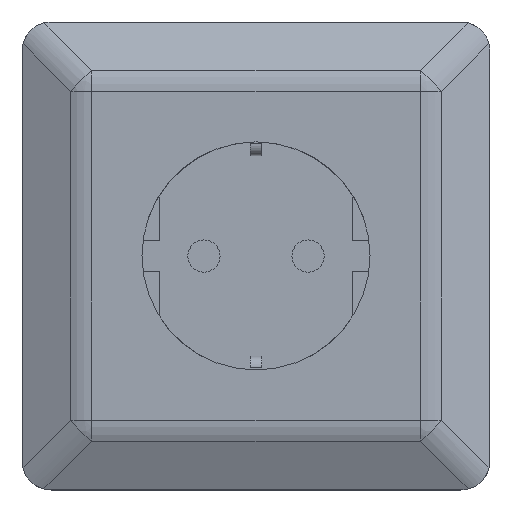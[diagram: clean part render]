
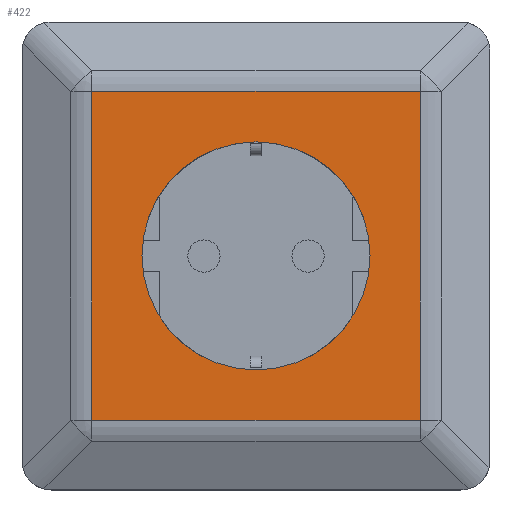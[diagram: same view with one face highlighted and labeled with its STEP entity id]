
A CAD part, top view. The second image highlights one B-rep face of the part: STEP entity #422.
In plain terms, the highlighted planar face has unit normal (0, 0, 1).
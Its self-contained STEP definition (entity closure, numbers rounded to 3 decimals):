
#4 = LINE ( 'NONE', #1296, #1880 ) ;
#31 = DIRECTION ( 'NONE',  ( 0., 0., 1. ) ) ;
#53 = DIRECTION ( 'NONE',  ( -1., 0., 0. ) ) ;
#149 = ORIENTED_EDGE ( 'NONE', *, *, #744, .T. ) ;
#178 = ORIENTED_EDGE ( 'NONE', *, *, #1007, .T. ) ;
#189 = VERTEX_POINT ( 'NONE', #1074 ) ;
#289 = CARTESIAN_POINT ( 'NONE',  ( -19.5, 0., 17. ) ) ;
#412 = CARTESIAN_POINT ( 'NONE',  ( 0., 28.111, 17. ) ) ;
#417 = DIRECTION ( 'NONE',  ( 0., 0., -1. ) ) ;
#422 = ADVANCED_FACE ( 'NONE', ( #470, #1479 ), #501, .T. ) ;
#442 = AXIS2_PLACEMENT_3D ( 'NONE', #1985, #417, #53 ) ;
#470 = FACE_BOUND ( 'NONE', #1413, .T. ) ;
#488 = ORIENTED_EDGE ( 'NONE', *, *, #575, .T. ) ;
#501 = PLANE ( 'NONE',  #1348 ) ;
#522 = CARTESIAN_POINT ( 'NONE',  ( 28.111, 28.111, 17. ) ) ;
#567 = DIRECTION ( 'NONE',  ( 0., 0., -1. ) ) ;
#575 = EDGE_CURVE ( 'NONE', #189, #1352, #1358, .T. ) ;
#680 = VERTEX_POINT ( 'NONE', #289 ) ;
#695 = DIRECTION ( 'NONE',  ( 0., -1., 0. ) ) ;
#717 = CARTESIAN_POINT ( 'NONE',  ( 0., 0., 17. ) ) ;
#744 = EDGE_CURVE ( 'NONE', #1083, #189, #2051, .T. ) ;
#795 = EDGE_LOOP ( 'NONE', ( #178, #149, #488, #1201 ) ) ;
#983 = EDGE_CURVE ( 'NONE', #1352, #1335, #4, .T. ) ;
#1007 = EDGE_CURVE ( 'NONE', #1335, #1083, #1628, .T. ) ;
#1021 = CARTESIAN_POINT ( 'NONE',  ( -28.111, 0., 17. ) ) ;
#1074 = CARTESIAN_POINT ( 'NONE',  ( -28.111, 28.111, 17. ) ) ;
#1083 = VERTEX_POINT ( 'NONE', #522 ) ;
#1175 = CARTESIAN_POINT ( 'NONE',  ( 28.111, -28.111, 17. ) ) ;
#1201 = ORIENTED_EDGE ( 'NONE', *, *, #983, .T. ) ;
#1278 = DIRECTION ( 'NONE',  ( 1., 0., 0. ) ) ;
#1281 = CIRCLE ( 'NONE', #442, 19.5 ) ;
#1296 = CARTESIAN_POINT ( 'NONE',  ( 0., -28.111, 17. ) ) ;
#1335 = VERTEX_POINT ( 'NONE', #1175 ) ;
#1348 = AXIS2_PLACEMENT_3D ( 'NONE', #1768, #31, #1278 ) ;
#1352 = VERTEX_POINT ( 'NONE', #1643 ) ;
#1358 = LINE ( 'NONE', #1021, #1836 ) ;
#1369 = CARTESIAN_POINT ( 'NONE',  ( 19.5, 0., 17. ) ) ;
#1387 = VECTOR ( 'NONE', #1547, 1000. ) ;
#1404 = VERTEX_POINT ( 'NONE', #1369 ) ;
#1413 = EDGE_LOOP ( 'NONE', ( #1682, #2044 ) ) ;
#1451 = EDGE_CURVE ( 'NONE', #680, #1404, #1669, .T. ) ;
#1455 = AXIS2_PLACEMENT_3D ( 'NONE', #717, #567, #1859 ) ;
#1479 = FACE_OUTER_BOUND ( 'NONE', #795, .T. ) ;
#1514 = VECTOR ( 'NONE', #1989, 1000. ) ;
#1547 = DIRECTION ( 'NONE',  ( -1., 0., 0. ) ) ;
#1628 = LINE ( 'NONE', #1766, #1514 ) ;
#1643 = CARTESIAN_POINT ( 'NONE',  ( -28.111, -28.111, 17. ) ) ;
#1651 = EDGE_CURVE ( 'NONE', #1404, #680, #1281, .T. ) ;
#1669 = CIRCLE ( 'NONE', #1455, 19.5 ) ;
#1682 = ORIENTED_EDGE ( 'NONE', *, *, #1651, .T. ) ;
#1766 = CARTESIAN_POINT ( 'NONE',  ( 28.111, 0., 17. ) ) ;
#1768 = CARTESIAN_POINT ( 'NONE',  ( 0., 0., 17. ) ) ;
#1836 = VECTOR ( 'NONE', #695, 1000. ) ;
#1859 = DIRECTION ( 'NONE',  ( -1., 0., 0. ) ) ;
#1880 = VECTOR ( 'NONE', #1941, 1000. ) ;
#1941 = DIRECTION ( 'NONE',  ( 1., 0., 0. ) ) ;
#1985 = CARTESIAN_POINT ( 'NONE',  ( 0., 0., 17. ) ) ;
#1989 = DIRECTION ( 'NONE',  ( 0., 1., 0. ) ) ;
#2044 = ORIENTED_EDGE ( 'NONE', *, *, #1451, .T. ) ;
#2051 = LINE ( 'NONE', #412, #1387 ) ;
